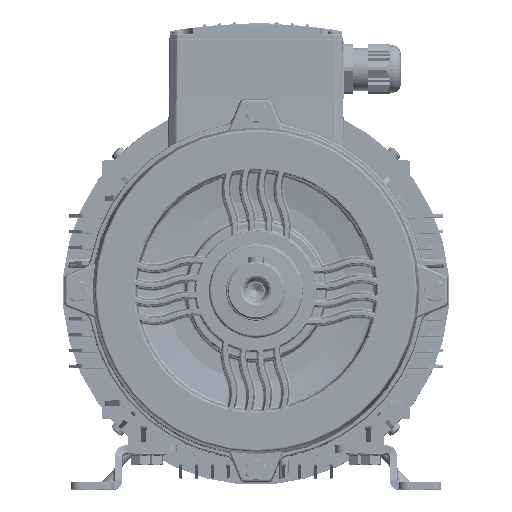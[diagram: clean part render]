
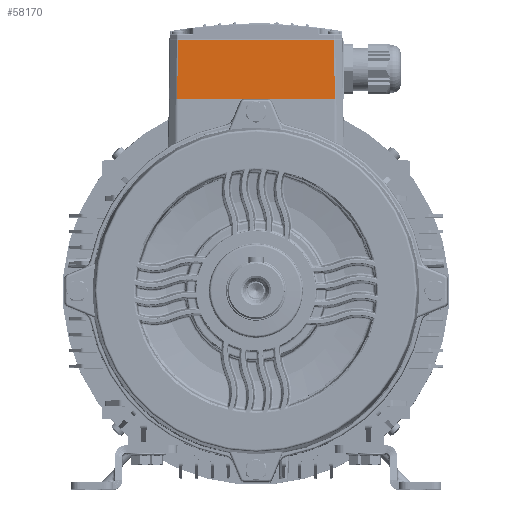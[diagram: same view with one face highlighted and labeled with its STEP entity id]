
A CAD part, top view. The second image highlights one B-rep face of the part: STEP entity #58170.
In plain terms, the highlighted planar face has unit normal (0, 0.009, 1).
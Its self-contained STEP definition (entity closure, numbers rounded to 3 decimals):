
#5024 = EDGE_CURVE ( 'NONE', #122650, #190586, #53053, .T. ) ;
#6929 = CARTESIAN_POINT ( 'NONE',  ( 57.5, 127.5, 257.999 ) ) ;
#10391 = EDGE_LOOP ( 'NONE', ( #182788, #139636, #69376, #30987, #68871, #191682 ) ) ;
#13507 = CARTESIAN_POINT ( 'NONE',  ( -52.086, 167.004, 257.654 ) ) ;
#30987 = ORIENTED_EDGE ( 'NONE', *, *, #5024, .F. ) ;
#32215 = DIRECTION ( 'NONE',  ( -0.004, 1., -0.009 ) ) ;
#36616 = CARTESIAN_POINT ( 'NONE',  ( 57.5, 127.5, 257.999 ) ) ;
#37797 = DIRECTION ( 'NONE',  ( -1., 0., 0. ) ) ;
#37983 = DIRECTION ( 'NONE',  ( -1., 0., 0. ) ) ;
#42202 = CARTESIAN_POINT ( 'NONE',  ( 52.23, 127.5, 257.999 ) ) ;
#44995 = VECTOR ( 'NONE', #99411, 1000. ) ;
#48463 = VECTOR ( 'NONE', #37797, 1000. ) ;
#52240 = LINE ( 'NONE', #6929, #48463 ) ;
#53053 = LINE ( 'NONE', #36616, #44995 ) ;
#58170 = ADVANCED_FACE ( 'NONE', ( #111594 ), #71027, .T. ) ;
#60159 = VERTEX_POINT ( 'NONE', #42202 ) ;
#61749 = EDGE_CURVE ( 'NONE', #164994, #190586, #143803, .T. ) ;
#64125 = LINE ( 'NONE', #188705, #68909 ) ;
#65565 = DIRECTION ( 'NONE',  ( -0.004, -1., 0.009 ) ) ;
#68871 = ORIENTED_EDGE ( 'NONE', *, *, #187639, .F. ) ;
#68909 = VECTOR ( 'NONE', #32215, 1000. ) ;
#69376 = ORIENTED_EDGE ( 'NONE', *, *, #61749, .T. ) ;
#71027 = PLANE ( 'NONE',  #167918 ) ;
#71901 = LINE ( 'NONE', #179025, #133182 ) ;
#99411 = DIRECTION ( 'NONE',  ( -1., 0., 0. ) ) ;
#102727 = EDGE_CURVE ( 'NONE', #60159, #134483, #71901, .T. ) ;
#110225 = LINE ( 'NONE', #13507, #113902 ) ;
#110559 = CARTESIAN_POINT ( 'NONE',  ( 52.082, 127.5, 257.999 ) ) ;
#111261 = DIRECTION ( 'NONE',  ( -1., 0., 0. ) ) ;
#111594 = FACE_OUTER_BOUND ( 'NONE', #10391, .T. ) ;
#113902 = VECTOR ( 'NONE', #111261, 1000. ) ;
#116027 = CARTESIAN_POINT ( 'NONE',  ( -52.23, 127.5, 257.999 ) ) ;
#118340 = EDGE_CURVE ( 'NONE', #201041, #164994, #110225, .T. ) ;
#121322 = CARTESIAN_POINT ( 'NONE',  ( -52.088, 167.004, 257.654 ) ) ;
#122650 = VERTEX_POINT ( 'NONE', #188472 ) ;
#133182 = VECTOR ( 'NONE', #37983, 1000. ) ;
#134483 = VERTEX_POINT ( 'NONE', #110559 ) ;
#137608 = CARTESIAN_POINT ( 'NONE',  ( 52.088, 167.004, 257.654 ) ) ;
#139636 = ORIENTED_EDGE ( 'NONE', *, *, #118340, .T. ) ;
#143803 = LINE ( 'NONE', #192161, #200824 ) ;
#164994 = VERTEX_POINT ( 'NONE', #121322 ) ;
#167918 = AXIS2_PLACEMENT_3D ( 'NONE', #180187, #195632, #178177 ) ;
#178177 = DIRECTION ( 'NONE',  ( 0., -1., 0.009 ) ) ;
#179025 = CARTESIAN_POINT ( 'NONE',  ( 57.5, 127.5, 257.999 ) ) ;
#180187 = CARTESIAN_POINT ( 'NONE',  ( -52.5, 167.5, 257.65 ) ) ;
#182788 = ORIENTED_EDGE ( 'NONE', *, *, #192200, .T. ) ;
#187639 = EDGE_CURVE ( 'NONE', #134483, #122650, #52240, .T. ) ;
#188472 = CARTESIAN_POINT ( 'NONE',  ( -52.082, 127.5, 257.999 ) ) ;
#188705 = CARTESIAN_POINT ( 'NONE',  ( 52.084, 167.878, 257.647 ) ) ;
#190586 = VERTEX_POINT ( 'NONE', #116027 ) ;
#191682 = ORIENTED_EDGE ( 'NONE', *, *, #102727, .F. ) ;
#192161 = CARTESIAN_POINT ( 'NONE',  ( -52.086, 167.499, 257.65 ) ) ;
#192200 = EDGE_CURVE ( 'NONE', #60159, #201041, #64125, .T. ) ;
#195632 = DIRECTION ( 'NONE',  ( 0., 0.009, 1. ) ) ;
#200824 = VECTOR ( 'NONE', #65565, 1000. ) ;
#201041 = VERTEX_POINT ( 'NONE', #137608 ) ;
